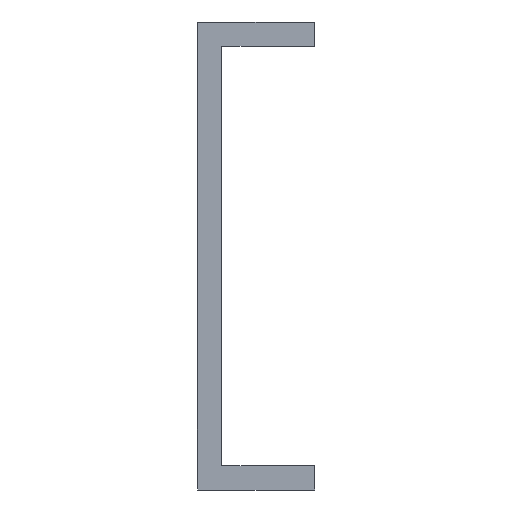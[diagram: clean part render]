
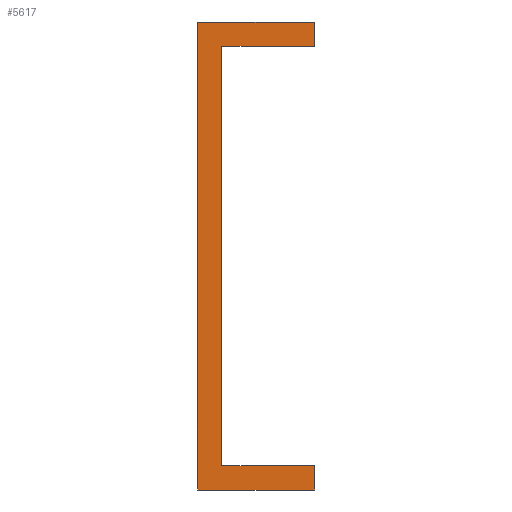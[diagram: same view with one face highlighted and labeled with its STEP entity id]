
A CAD part, front view. The second image highlights one B-rep face of the part: STEP entity #5617.
In plain terms, the highlighted planar face has unit normal (0, -1, 0).
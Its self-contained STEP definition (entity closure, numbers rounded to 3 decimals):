
#185 = DIRECTION ( 'NONE',  ( 0., 0., -1. ) ) ;
#371 = EDGE_CURVE ( 'NONE', #16592, #25139, #13278, .T. ) ;
#608 = LINE ( 'NONE', #4572, #12978 ) ;
#789 = DIRECTION ( 'NONE',  ( 1., 0., 0. ) ) ;
#988 = EDGE_CURVE ( 'NONE', #12129, #12396, #1196, .T. ) ;
#1196 = LINE ( 'NONE', #19786, #24586 ) ;
#1491 = CARTESIAN_POINT ( 'NONE',  ( -24., 0., 2.5 ) ) ;
#2525 = LINE ( 'NONE', #13585, #10045 ) ;
#3161 = LINE ( 'NONE', #14242, #16184 ) ;
#3456 = EDGE_CURVE ( 'NONE', #25139, #12129, #608, .T. ) ;
#3596 = ORIENTED_EDGE ( 'NONE', *, *, #988, .F. ) ;
#4572 = CARTESIAN_POINT ( 'NONE',  ( -12., 0., 0. ) ) ;
#4643 = DIRECTION ( 'NONE',  ( 0., -1., 0. ) ) ;
#5617 = ADVANCED_FACE ( 'NONE', ( #7738 ), #10840, .T. ) ;
#6235 = CARTESIAN_POINT ( 'NONE',  ( -12., 0., -45.5 ) ) ;
#6361 = EDGE_CURVE ( 'NONE', #11585, #11838, #7689, .T. ) ;
#7140 = VECTOR ( 'NONE', #12199, 1000. ) ;
#7689 = LINE ( 'NONE', #26594, #7140 ) ;
#7738 = FACE_OUTER_BOUND ( 'NONE', #24347, .T. ) ;
#8299 = VECTOR ( 'NONE', #12256, 1000. ) ;
#8310 = VERTEX_POINT ( 'NONE', #6235 ) ;
#9876 = EDGE_CURVE ( 'NONE', #18100, #8310, #18503, .T. ) ;
#10045 = VECTOR ( 'NONE', #789, 1000. ) ;
#10112 = CARTESIAN_POINT ( 'NONE',  ( -12., 0., -43. ) ) ;
#10334 = CARTESIAN_POINT ( 'NONE',  ( 24., 0., 2.5 ) ) ;
#10371 = VECTOR ( 'NONE', #185, 1000. ) ;
#10424 = ORIENTED_EDGE ( 'NONE', *, *, #9876, .F. ) ;
#10840 = PLANE ( 'NONE',  #16770 ) ;
#11384 = VECTOR ( 'NONE', #22516, 1000. ) ;
#11585 = VERTEX_POINT ( 'NONE', #12151 ) ;
#11645 = DIRECTION ( 'NONE',  ( 0., 0., -1. ) ) ;
#11703 = EDGE_CURVE ( 'NONE', #12396, #18100, #2525, .T. ) ;
#11838 = VERTEX_POINT ( 'NONE', #1491 ) ;
#12129 = VERTEX_POINT ( 'NONE', #20815 ) ;
#12151 = CARTESIAN_POINT ( 'NONE',  ( -24., 0., -45.5 ) ) ;
#12199 = DIRECTION ( 'NONE',  ( 0., 0., 1. ) ) ;
#12256 = DIRECTION ( 'NONE',  ( 1., 0., 0. ) ) ;
#12396 = VERTEX_POINT ( 'NONE', #26225 ) ;
#12847 = LINE ( 'NONE', #10334, #8299 ) ;
#12978 = VECTOR ( 'NONE', #18914, 1000. ) ;
#13278 = LINE ( 'NONE', #14600, #10371 ) ;
#13585 = CARTESIAN_POINT ( 'NONE',  ( -12., 0., -43. ) ) ;
#14242 = CARTESIAN_POINT ( 'NONE',  ( -21.5, 0., -45.5 ) ) ;
#14600 = CARTESIAN_POINT ( 'NONE',  ( -12., 0., 0. ) ) ;
#15053 = CARTESIAN_POINT ( 'NONE',  ( -12., 0., 2.5 ) ) ;
#15577 = CARTESIAN_POINT ( 'NONE',  ( -12., 0., 0. ) ) ;
#16037 = EDGE_CURVE ( 'NONE', #11838, #16592, #12847, .T. ) ;
#16184 = VECTOR ( 'NONE', #22568, 1000. ) ;
#16592 = VERTEX_POINT ( 'NONE', #15053 ) ;
#16770 = AXIS2_PLACEMENT_3D ( 'NONE', #19154, #4643, #23336 ) ;
#18100 = VERTEX_POINT ( 'NONE', #19246 ) ;
#18215 = ORIENTED_EDGE ( 'NONE', *, *, #11703, .F. ) ;
#18503 = LINE ( 'NONE', #10112, #11384 ) ;
#18560 = ORIENTED_EDGE ( 'NONE', *, *, #21443, .F. ) ;
#18914 = DIRECTION ( 'NONE',  ( -1., 0., 0. ) ) ;
#19154 = CARTESIAN_POINT ( 'NONE',  ( 0., 0., 0. ) ) ;
#19246 = CARTESIAN_POINT ( 'NONE',  ( -12., 0., -43. ) ) ;
#19786 = CARTESIAN_POINT ( 'NONE',  ( -21.5, 0., 0. ) ) ;
#20815 = CARTESIAN_POINT ( 'NONE',  ( -21.5, 0., 0. ) ) ;
#21443 = EDGE_CURVE ( 'NONE', #8310, #11585, #3161, .T. ) ;
#21807 = ORIENTED_EDGE ( 'NONE', *, *, #16037, .F. ) ;
#22516 = DIRECTION ( 'NONE',  ( 0., 0., -1. ) ) ;
#22568 = DIRECTION ( 'NONE',  ( -1., 0., 0. ) ) ;
#22978 = ORIENTED_EDGE ( 'NONE', *, *, #371, .F. ) ;
#23203 = ORIENTED_EDGE ( 'NONE', *, *, #3456, .F. ) ;
#23336 = DIRECTION ( 'NONE',  ( 0., 0., -1. ) ) ;
#23479 = ORIENTED_EDGE ( 'NONE', *, *, #6361, .F. ) ;
#24347 = EDGE_LOOP ( 'NONE', ( #3596, #23203, #22978, #21807, #23479, #18560, #10424, #18215 ) ) ;
#24586 = VECTOR ( 'NONE', #11645, 1000. ) ;
#25139 = VERTEX_POINT ( 'NONE', #15577 ) ;
#26225 = CARTESIAN_POINT ( 'NONE',  ( -21.5, 0., -43. ) ) ;
#26594 = CARTESIAN_POINT ( 'NONE',  ( -24., 0., -45.5 ) ) ;
